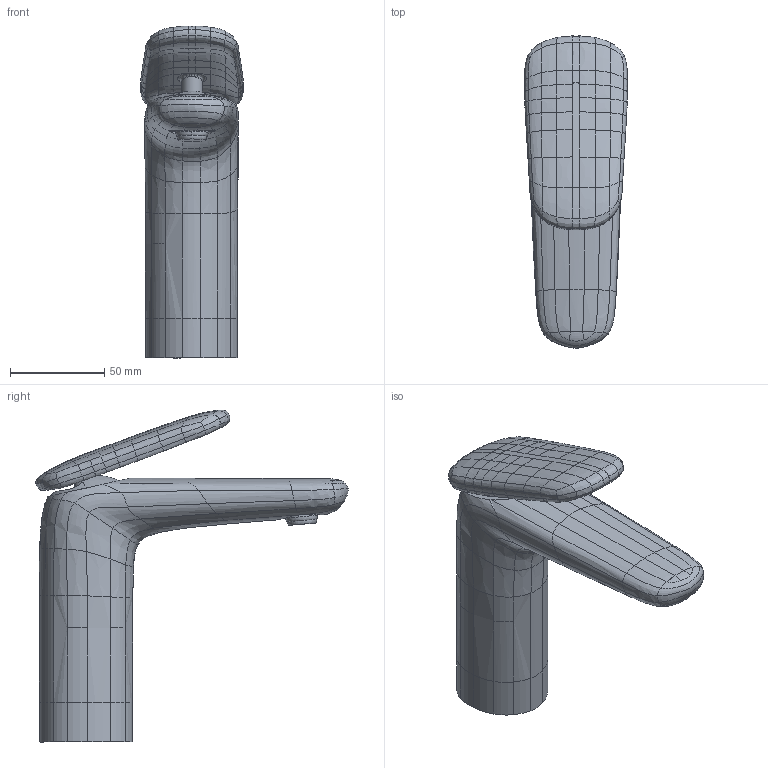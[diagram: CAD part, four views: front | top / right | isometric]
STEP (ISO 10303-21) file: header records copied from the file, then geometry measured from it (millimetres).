
FILE_DESCRIPTION(/* description */ (''),/* implementation_level */ '2;1');
FILE_NAME(/* name */ 'TVW111003000.step',/* time_stamp */ '2023-01-19T12:50:32+01:00',/* author */ (''),/* organization */ (''),/* preprocessor_version */ 'ST-DEVELOPER v19.2',/* originating_system */ 'Autodesk Translation Framework v11.17.0.187',/* authorisation */ '');
FILE_SCHEMA (('AUTOMOTIVE_DESIGN { 1 0 10303 214 3 1 1 }'));
Products named in the file (6): (Nicht gespeichert); CROMATO; CAPP-LAVABO-ANTAO-CART-25-V9; MANIGLIA-ANTAO-CART-25-V9; AC53G5682ASSSLC1_2NE; CROMATO (1)
Assembly tree (5 placements, depth 2):
  (Nicht gespeichert)
    CROMATO
    CAPP-LAVABO-ANTAO-CART-25-V9
    MANIGLIA-ANTAO-CART-25-V9
    AC53G5682ASSSLC1_2NE
    CROMATO (1)
Bounding box: 54.54 x 165.69 x 176.22 mm (x, y, z)
Surface area: 56603.8 mm2 (no closed solid volume)
Topology: 0 solids, 5 shells, 450 faces, 997 edges, 553 vertices
Faces by surface type: bspline 387, plane 33, cylinder 26, cone 2, torus 2
Full cylindrical faces by diameter (mm): 11 x1, 17 x1, 23.1 x1, 24 x1, 24.5 x2, 36.5 x1
Entity records: 40602 total; most frequent: CARTESIAN_POINT 33310, ORIENTED_EDGE 1959, EDGE_CURVE 989, B_SPLINE_CURVE_WITH_KNOTS 723, VERTEX_POINT 553, DIRECTION 526, EDGE_LOOP 462, FACE_OUTER_BOUND 450
